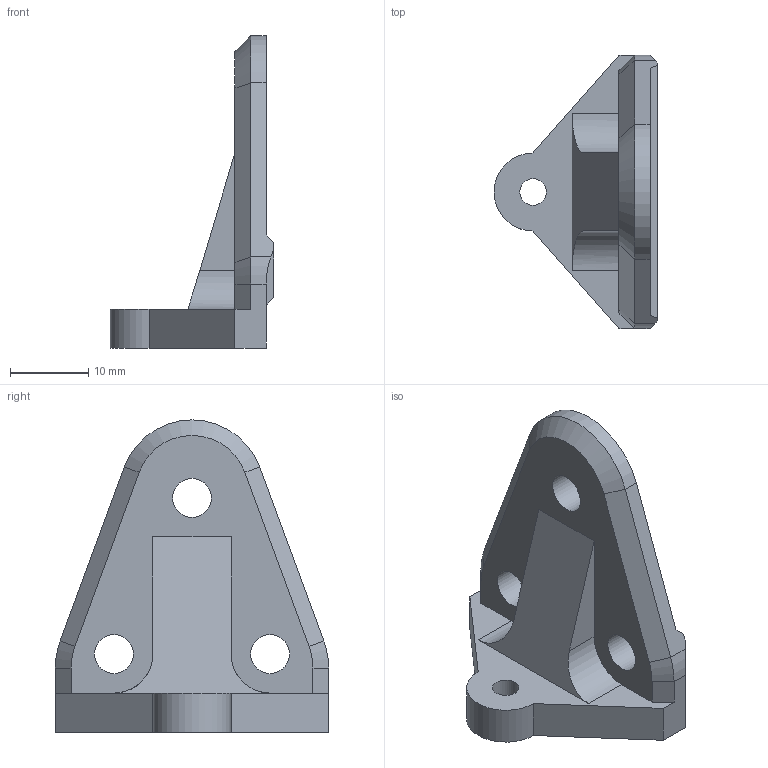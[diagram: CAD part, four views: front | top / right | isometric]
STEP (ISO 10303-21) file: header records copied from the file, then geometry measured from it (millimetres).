
FILE_DESCRIPTION(/* description */ (''),/* implementation_level */ '2;1');
FILE_NAME(/* name */ 'C-Bot Heated Bed Mount.stp',/* time_stamp */ '2015-10-18T18:00:32+01:00',/* author */ (''),/* organization */ (''),/* preprocessor_version */ 'ST-DEVELOPER v15.2',/* originating_system */ 'Autodesk Translator Framework v2.0.0.5431',/* authorisation */ '');
FILE_SCHEMA (('AUTOMOTIVE_DESIGN { 1 0 10303 214 3 1 1 }'));
Length unit declared in the file: centimetre
Products named in the file (1): C-Bot Heated Bed Mount
Bounding box: 21 x 35 x 40 mm (x, y, z)
Volume: 6090.3 mm3; surface area: 3383.3 mm2
Topology: 1 solids, 1 shells, 36 faces, 94 edges, 60 vertices
Faces by surface type: plane 23, cylinder 10, cone 3
Full cylindrical faces by diameter (mm): 3.4 x1, 5 x3
Entity records: 1104 total; most frequent: DIRECTION 187, CARTESIAN_POINT 187, ORIENTED_EDGE 180, EDGE_CURVE 90, LINE 67, VECTOR 67, VERTEX_POINT 60, AXIS2_PLACEMENT_3D 60
